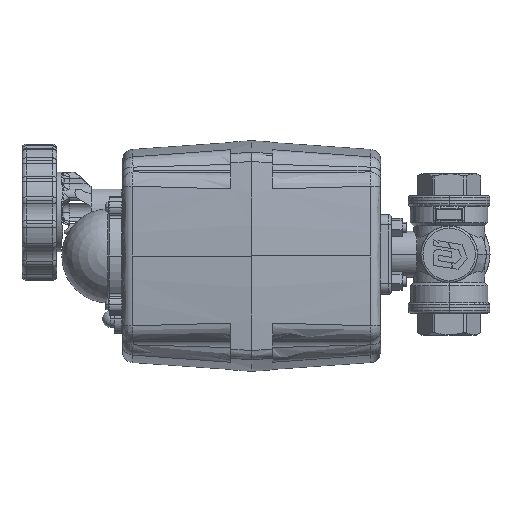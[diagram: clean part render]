
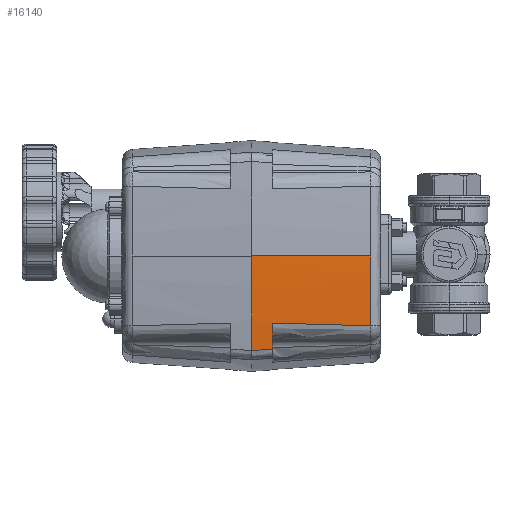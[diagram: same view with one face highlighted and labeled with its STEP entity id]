
A CAD part, left-side view. The second image highlights one B-rep face of the part: STEP entity #16140.
In plain terms, the highlighted conical face has half-angle 4 degrees and reference radius 403.75 mm.
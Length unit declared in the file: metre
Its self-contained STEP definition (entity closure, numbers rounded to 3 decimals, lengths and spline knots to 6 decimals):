
#341 = DIRECTION ( 'NONE',  ( -1., 0., 0. ) ) ;
#2993 = DIRECTION ( 'NONE',  ( 0., -1., 0. ) ) ;
#3832 = VERTEX_POINT ( 'NONE', #48941 ) ;
#4662 = CARTESIAN_POINT ( 'NONE',  ( -0.071384, 0.030904, 0.042909 ) ) ;
#6565 = CARTESIAN_POINT ( 'NONE',  ( 0.327003, 0.087753, 0.076186 ) ) ;
#10228 = CARTESIAN_POINT ( 'NONE',  ( 0.327003, 0.077753, 0.076186 ) ) ;
#10311 = EDGE_CURVE ( 'NONE', #33545, #47976, #58848, .T. ) ;
#12324 = CARTESIAN_POINT ( 'NONE',  ( 0.327003, 0.087753, 0.076186 ) ) ;
#12405 = CARTESIAN_POINT ( 'NONE',  ( -0.073372, 0.058196, 0.043793 ) ) ;
#13343 = DIRECTION ( 'NONE',  ( -1., 0., 0. ) ) ;
#15390 = AXIS2_PLACEMENT_3D ( 'NONE', #62190, #86388, #47109 ) ;
#16140 = ADVANCED_FACE ( 'NONE', ( #22067 ), #36072, .T. ) ;
#16322 = ORIENTED_EDGE ( 'NONE', *, *, #23896, .F. ) ;
#20667 = CARTESIAN_POINT ( 'NONE',  ( -0.072211, 0.042199, 0.043321 ) ) ;
#22067 = FACE_OUTER_BOUND ( 'NONE', #78609, .T. ) ;
#23079 = CARTESIAN_POINT ( 'NONE',  ( -0.073588, 0.077753, 0.031728 ) ) ;
#23101 = AXIS2_PLACEMENT_3D ( 'NONE', #12324, #84120, #13343 ) ;
#23896 = EDGE_CURVE ( 'NONE', #3832, #33545, #87949, .T. ) ;
#26442 = CARTESIAN_POINT ( 'NONE',  ( -0.076747, 0.087753, 0.076186 ) ) ;
#29763 = EDGE_CURVE ( 'NONE', #68932, #71894, #88447, .T. ) ;
#29817 = CARTESIAN_POINT ( 'NONE',  ( -0.073766, 0.080549, 0.031557 ) ) ;
#31005 = ORIENTED_EDGE ( 'NONE', *, *, #29763, .T. ) ;
#31512 = VECTOR ( 'NONE', #96707, 1. ) ;
#31687 = CARTESIAN_POINT ( 'NONE',  ( -0.076747, 0.087753, 0.076186 ) ) ;
#33545 = VERTEX_POINT ( 'NONE', #41791 ) ;
#36072 = CONICAL_SURFACE ( 'NONE', #85603, 0.40375, 0.07 ) ;
#41005 = CARTESIAN_POINT ( 'NONE',  ( -0.071384, 0.030904, 0.042909 ) ) ;
#41063 = EDGE_CURVE ( 'NONE', #68932, #47179, #79694, .T. ) ;
#41791 = CARTESIAN_POINT ( 'NONE',  ( -0.073588, 0.077753, 0.031728 ) ) ;
#43089 = CARTESIAN_POINT ( 'NONE',  ( -0.072772, 0.030904, 0.076186 ) ) ;
#44404 = CARTESIAN_POINT ( 'NONE',  ( -0.072133, 0.041136, 0.043286 ) ) ;
#44479 = CIRCLE ( 'NONE', #23101, 0.40375 ) ;
#45429 = CARTESIAN_POINT ( 'NONE',  ( -0.073746, 0.063391, 0.043917 ) ) ;
#47109 = DIRECTION ( 'NONE',  ( -1., 0., 0. ) ) ;
#47179 = VERTEX_POINT ( 'NONE', #41005 ) ;
#47351 = CARTESIAN_POINT ( 'NONE',  ( -0.074156, 0.086679, 0.031184 ) ) ;
#47976 = VERTEX_POINT ( 'NONE', #62007 ) ;
#48331 = AXIS2_PLACEMENT_3D ( 'NONE', #10228, #2993, #66083 ) ;
#48941 = CARTESIAN_POINT ( 'NONE',  ( -0.074776, 0.077753, 0.04419 ) ) ;
#56167 = DIRECTION ( 'NONE',  ( 0., 1., 0. ) ) ;
#58848 = B_SPLINE_CURVE_WITH_KNOTS ( 'NONE', 3,
 ( #23079, #29817, #85620, #47351, #62418, #93850 ),
 .UNSPECIFIED., .F., .F.,
 ( 4, 2, 4 ),
 ( 5.021975, 13.442783, 15.060303 ),
 .UNSPECIFIED. ) ;
#59511 = EDGE_CURVE ( 'NONE', #47976, #71894, #44479, .T. ) ;
#60481 = CARTESIAN_POINT ( 'NONE',  ( -0.074776, 0.077753, 0.04419 ) ) ;
#60996 = CARTESIAN_POINT ( 'NONE',  ( -0.074557, 0.074697, 0.04414 ) ) ;
#61499 = CARTESIAN_POINT ( 'NONE',  ( -0.074338, 0.071642, 0.044085 ) ) ;
#62007 = CARTESIAN_POINT ( 'NONE',  ( -0.074224, 0.087753, 0.031119 ) ) ;
#62190 = CARTESIAN_POINT ( 'NONE',  ( 0.327003, 0.030904, 0.076186 ) ) ;
#62418 = CARTESIAN_POINT ( 'NONE',  ( -0.07419, 0.087216, 0.031151 ) ) ;
#66083 = DIRECTION ( 'NONE',  ( -1., 0., 0. ) ) ;
#68235 = CARTESIAN_POINT ( 'NONE',  ( -0.072761, 0.049755, 0.04356 ) ) ;
#68932 = VERTEX_POINT ( 'NONE', #43089 ) ;
#71894 = VERTEX_POINT ( 'NONE', #31687 ) ;
#76443 = CARTESIAN_POINT ( 'NONE',  ( -0.071484, 0.032259, 0.042963 ) ) ;
#78609 = EDGE_LOOP ( 'NONE', ( #89176, #31005, #97375, #86357, #16322, #97326 ) ) ;
#79694 = CIRCLE ( 'NONE', #15390, 0.399775 ) ;
#80192 = B_SPLINE_CURVE_WITH_KNOTS ( 'NONE', 3,
 ( #4662, #76443, #99635, #92962, #83172, #44404, #20667, #98641, #68235, #12405, #45429, #61499, #60996, #60481 ),
 .UNSPECIFIED., .F., .F.,
 ( 4, 2, 2, 2, 2, 2, 4 ),
 ( 17.955626, 22.034186, 27.154345, 30.354444, 40.122707, 55.751927, 64.944127 ),
 .UNSPECIFIED. ) ;
#82379 = EDGE_CURVE ( 'NONE', #47179, #3832, #80192, .T. ) ;
#83172 = CARTESIAN_POINT ( 'NONE',  ( -0.071932, 0.038372, 0.04319 ) ) ;
#84120 = DIRECTION ( 'NONE',  ( 0., 1., 0. ) ) ;
#85603 = AXIS2_PLACEMENT_3D ( 'NONE', #6565, #56167, #341 ) ;
#85620 = CARTESIAN_POINT ( 'NONE',  ( -0.073944, 0.083346, 0.031387 ) ) ;
#86357 = ORIENTED_EDGE ( 'NONE', *, *, #10311, .F. ) ;
#86388 = DIRECTION ( 'NONE',  ( 0., -1., 0. ) ) ;
#87949 = CIRCLE ( 'NONE', #48331, 0.403051 ) ;
#88447 = LINE ( 'NONE', #26442, #31512 ) ;
#89176 = ORIENTED_EDGE ( 'NONE', *, *, #41063, .F. ) ;
#92962 = CARTESIAN_POINT ( 'NONE',  ( -0.071807, 0.03667, 0.043129 ) ) ;
#93850 = CARTESIAN_POINT ( 'NONE',  ( -0.074224, 0.087753, 0.031119 ) ) ;
#96707 = DIRECTION ( 'NONE',  ( -0.07, 0.998, 0. ) ) ;
#97326 = ORIENTED_EDGE ( 'NONE', *, *, #82379, .F. ) ;
#97375 = ORIENTED_EDGE ( 'NONE', *, *, #59511, .F. ) ;
#98641 = CARTESIAN_POINT ( 'NONE',  ( -0.072525, 0.046509, 0.043462 ) ) ;
#99635 = CARTESIAN_POINT ( 'NONE',  ( -0.071583, 0.033614, 0.043015 ) ) ;
